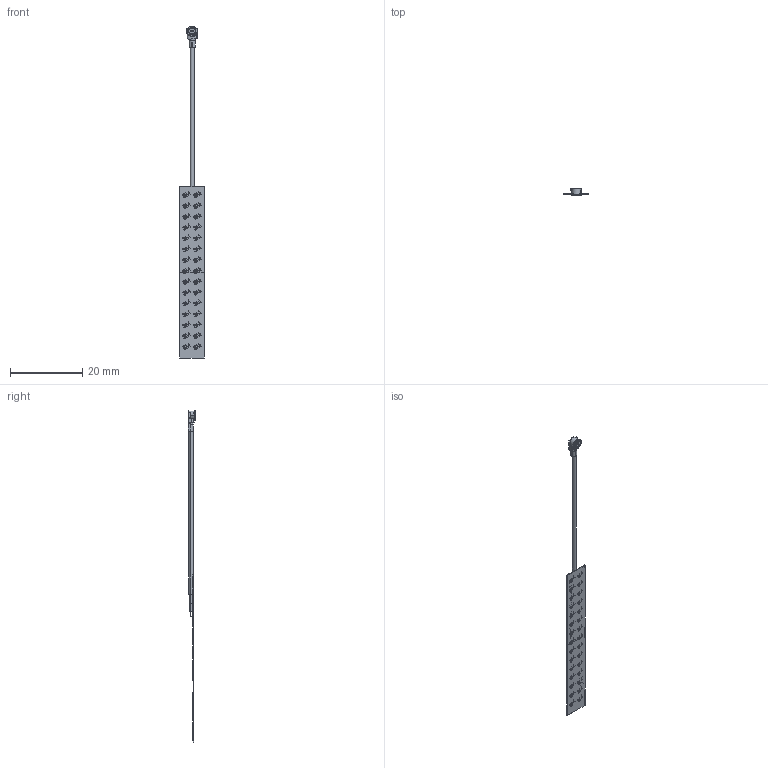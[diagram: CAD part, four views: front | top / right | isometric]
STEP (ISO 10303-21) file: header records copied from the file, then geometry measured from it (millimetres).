
FILE_DESCRIPTION (( 'STEP AP214' ), '1' );
FILE_NAME ('FXP73.07.0100A.STEP', '2019-12-30T13:21:00', ( '' ), ( '' ), 'SwSTEP 2.0', 'SolidWorks 2017', '' );
FILE_SCHEMA (( 'AUTOMOTIVE_DESIGN' ));
Length unit declared in the file: millimetre
Products named in the file (7): Adhesive; FXP73.07.0100A; IPEX MHFI_IPEX MHFI_1.13; 1.13 Cable; FXP74; NEW LOGO; Liner
Assembly tree (6 placements, depth 2):
  FXP73.07.0100A
    1.13 Cable
    FXP74
    Adhesive
    Liner
    IPEX MHFI_IPEX MHFI_1.13
    NEW LOGO
Bounding box: 6.9 x 2.11 x 91.79 mm (x, y, z)
Volume: 140 mm3; surface area: 2303.9 mm2
Topology: 15 solids, 15 shells, 1864 faces, 5134 edges, 3419 vertices
Faces by surface type: plane 1106, bspline 687, cylinder 67, torus 4
Entity records: 106759 total; most frequent: CARTESIAN_POINT 47326, ORIENTED_EDGE 10268, DIRECTION 6189, EDGE_CURVE 5134, LINE 3585, VECTOR 3585, VERTEX_POINT 3419, EDGE_LOOP 1997
